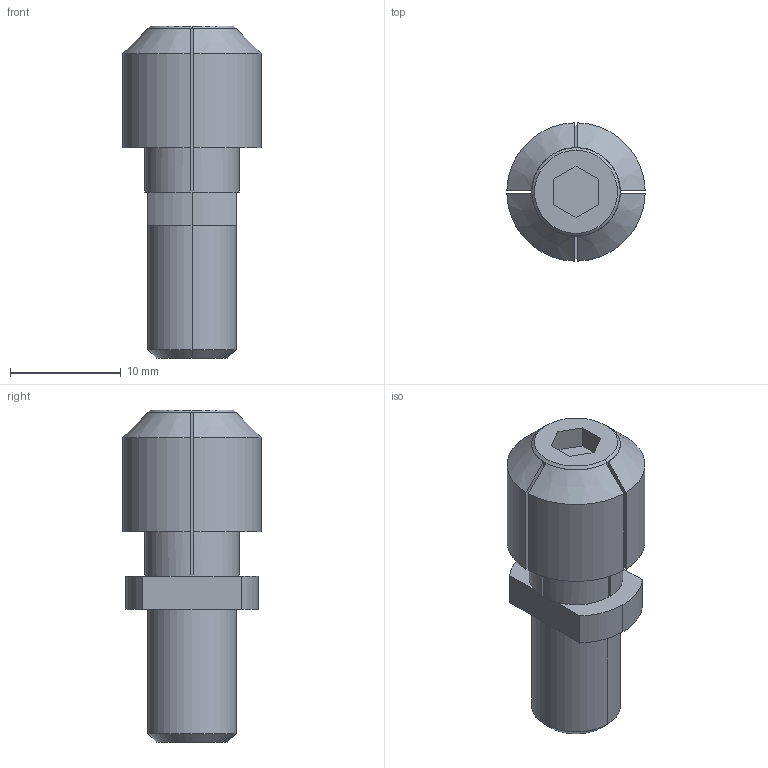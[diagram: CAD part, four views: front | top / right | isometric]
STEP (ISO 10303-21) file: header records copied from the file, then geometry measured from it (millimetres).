
FILE_DESCRIPTION (( 'STEP AP203' ), '1' );
FILE_NAME ('pedt-125-sus.STEP', '2021-10-26T05:00:45', ( '' ), ( '' ), 'SwSTEP 2.0', 'SolidWorks 2020', '' );
FILE_SCHEMA (( 'CONFIG_CONTROL_DESIGN' ));
Length unit declared in the file: millimetre
Products named in the file (1): pedt-125-sus
Bounding box: 12.5 x 12.5 x 30 mm (x, y, z)
Volume: 2188.9 mm3; surface area: 1473 mm2
Topology: 1 solids, 1 shells, 67 faces, 162 edges, 100 vertices
Faces by surface type: plane 37, cylinder 22, cone 8
Entity records: 2041 total; most frequent: CARTESIAN_POINT 366, DIRECTION 350, ORIENTED_EDGE 324, EDGE_CURVE 162, AXIS2_PLACEMENT_3D 128, VERTEX_POINT 100, LINE 94, VECTOR 94
